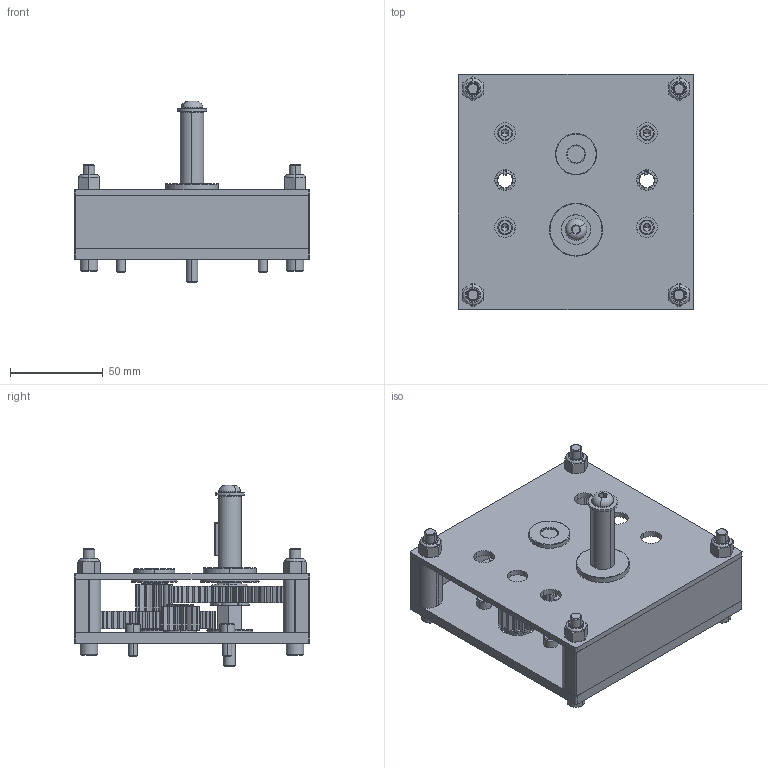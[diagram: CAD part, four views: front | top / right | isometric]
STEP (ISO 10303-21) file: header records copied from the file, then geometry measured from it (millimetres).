
FILE_DESCRIPTION (( 'STEP AP214' ), '1' );
FILE_NAME ('Updated Toughbox 2015.STEP', '2015-01-20T21:21:43', ( '' ), ( '' ), 'SwSTEP 2.0', 'SolidWorks 2014', '' );
FILE_SCHEMA (( 'AUTOMOTIVE_DESIGN' ));
Length unit declared in the file: inch
Products named in the file (22): 50T 20dp 500hex; 14T 20dp 375hex_Inch - Spur gear 20DP 14T 14.5PA .568FW ---S14N3.0H2.0L0.25N; 50T 20dp 375hex_Inch - Spur gear 20DP 50T 14.5PA .372FW ---S50N3.0H2.0L0.25N; 500-e-klip_smart; 8mm_spring_clip am-0033; 14T CIM Gear; FR8ZZ Bearing; TB Output Shaft; Toughbox Small Hex Shaft; 5-16 washer; 10-32x0500_shcs_HX-SHCS 0.19-32x1.375x1-C; FR6ZZ Bearing; Toughbox d02 am-0261; 125 x 124 x 700 Machine Key; am-0155 Toughbox Motor Plate; 2mm x 2mm x 10mm Machine Key_smart; am-2650 TB Spacer; BHCS 14-20 x 0.5; 0.25 Flat Washer_Preferred Wide FW 0.25; Updated Toughbox 2015; 14-20 Nylock Nut_97135A210; SHCS 14-20 x 2
Assembly tree (39 placements, depth 2):
  Updated Toughbox 2015
    am-2650 TB Spacer  x2
    am-0155 Toughbox Motor Plate
    Toughbox d02 am-0261
    FR6ZZ Bearing  x3
    10-32x0500_shcs_HX-SHCS 0.19-32x1.375x1-C  x4
    5-16 washer  x4
    Toughbox Small Hex Shaft
    TB Output Shaft
    FR8ZZ Bearing
    14T CIM Gear  x2
    8mm_spring_clip am-0033  x2
    500-e-klip_smart
    50T 20dp 375hex_Inch - Spur gear 20DP 50T 14.5PA .372FW ---S50N3.0H2.0L0.25N
    14T 20dp 375hex_Inch - Spur gear 20DP 14T 14.5PA .568FW ---S14N3.0H2.0L0.25N
    50T 20dp 500hex
    SHCS 14-20 x 2  x4
    14-20 Nylock Nut_97135A210  x4
    0.25 Flat Washer_Preferred Wide FW 0.25
    BHCS 14-20 x 0.5
    2mm x 2mm x 10mm Machine Key_smart  x2
    125 x 124 x 700 Machine Key
Bounding box: 127.03 x 127 x 97.79 mm (x, y, z)
Volume: 260631.8 mm3; surface area: 142291.4 mm2
Topology: 43 solids, 43 shells, 1693 faces, 4288 edges, 2683 vertices
Faces by surface type: cylinder 945, plane 404, cone 282, torus 38, sphere 24
Entity records: 39033 total; most frequent: CARTESIAN_POINT 6969, DIRECTION 6526, ORIENTED_EDGE 5734, EDGE_CURVE 2867, AXIS2_PLACEMENT_3D 2696, VERTEX_POINT 1851, CIRCLE 1577, EDGE_LOOP 1172
